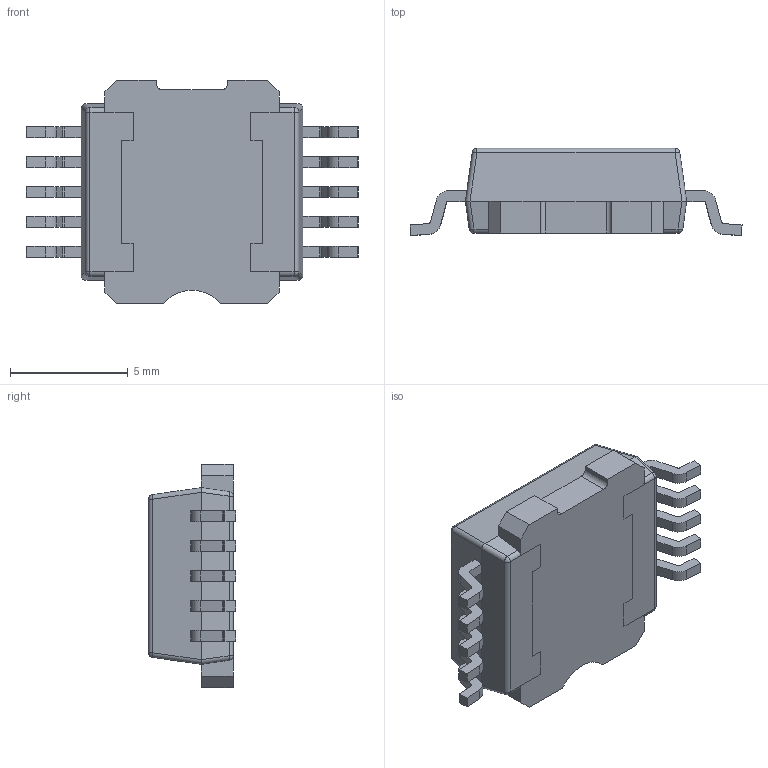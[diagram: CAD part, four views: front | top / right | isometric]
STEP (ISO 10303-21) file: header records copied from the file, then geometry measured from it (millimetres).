
FILE_DESCRIPTION (( 'STEP AP214' ), '1' );
FILE_NAME ('VNQ860SPTR-E.STEP', '2024-02-22T21:45:43', ( '' ), ( '' ), 'SwSTEP 2.0', 'SolidWorks 2021', '' );
FILE_SCHEMA (( 'AUTOMOTIVE_DESIGN' ));
Length unit declared in the file: millimetre
Products named in the file (1): VNQ860SPTR-E
Bounding box: 14.1 x 3.7 x 9.5 mm (x, y, z)
Volume: 261.9 mm3; surface area: 482.1 mm2
Topology: 12 solids, 12 shells, 235 faces, 593 edges, 382 vertices
Faces by surface type: plane 164, cylinder 63, sphere 8
Entity records: 7102 total; most frequent: CARTESIAN_POINT 1239, ORIENTED_EDGE 1186, DIRECTION 1173, EDGE_CURVE 593, LINE 469, VECTOR 469, VERTEX_POINT 382, AXIS2_PLACEMENT_3D 352
